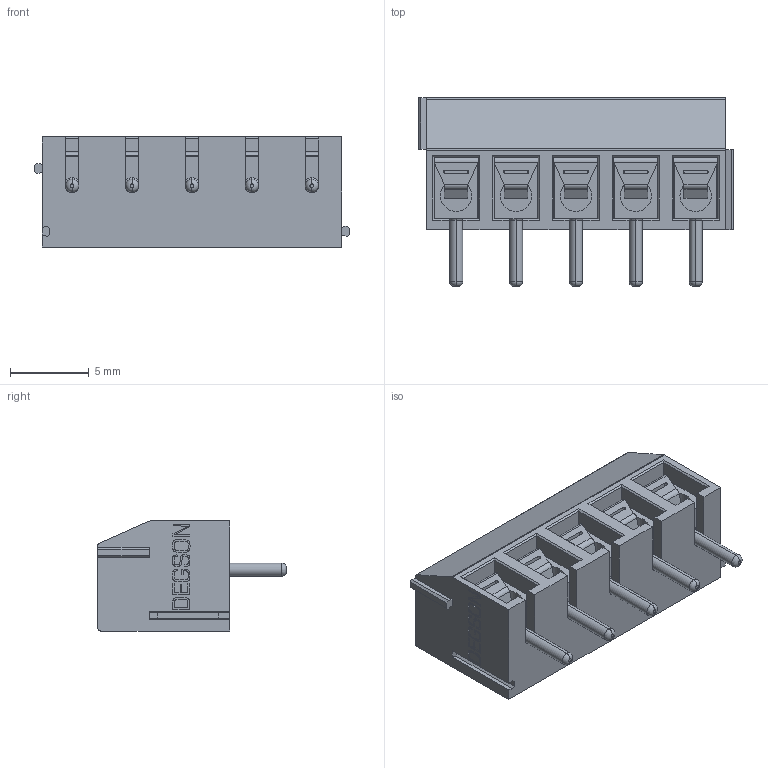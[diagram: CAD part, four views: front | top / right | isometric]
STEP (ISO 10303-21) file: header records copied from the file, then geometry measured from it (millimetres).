
FILE_DESCRIPTION (( 'STEP AP214' ), '1' );
FILE_NAME ('DG340-3.81-05P-12-00AH.STEP', '2017-04-29T19:33:32', ( 'SIG' ), ( '' ), 'SwSTEP 2.0', 'SolidWorks 2014', '' );
FILE_SCHEMA (( 'AUTOMOTIVE_DESIGN' ));
Length unit declared in the file: millimetre
Products named in the file (21): DG340-381; DG340-3.81-05P-12-00AH; DG340-381_screw; DG340-381-klamper; DG340-381-spring
Assembly tree (16 placements, depth 2):
  DG340-3.81-05P-12-00AH
    DG340-381
    DG340-381-klamper  x5
    DG340-381_screw  x5
    DG340-381-spring  x5
  DG340-381_screw
  DG340-381-klamper
  DG340-381-spring
  DG340-381_screw
Bounding box: 20.01 x 12.01 x 7 mm (x, y, z)
Volume: 813.3 mm3; surface area: 2287.2 mm2
Topology: 17 solids, 17 shells, 962 faces, 2497 edges, 1627 vertices
Faces by surface type: plane 578, bspline 160, cylinder 151, torus 45, cone 28
Entity records: 36759 total; most frequent: CARTESIAN_POINT 14420, ORIENTED_EDGE 3762, DIRECTION 2883, EDGE_CURVE 1881, LINE 1359, VECTOR 1359, VERTEX_POINT 1231, EDGE_LOOP 780
